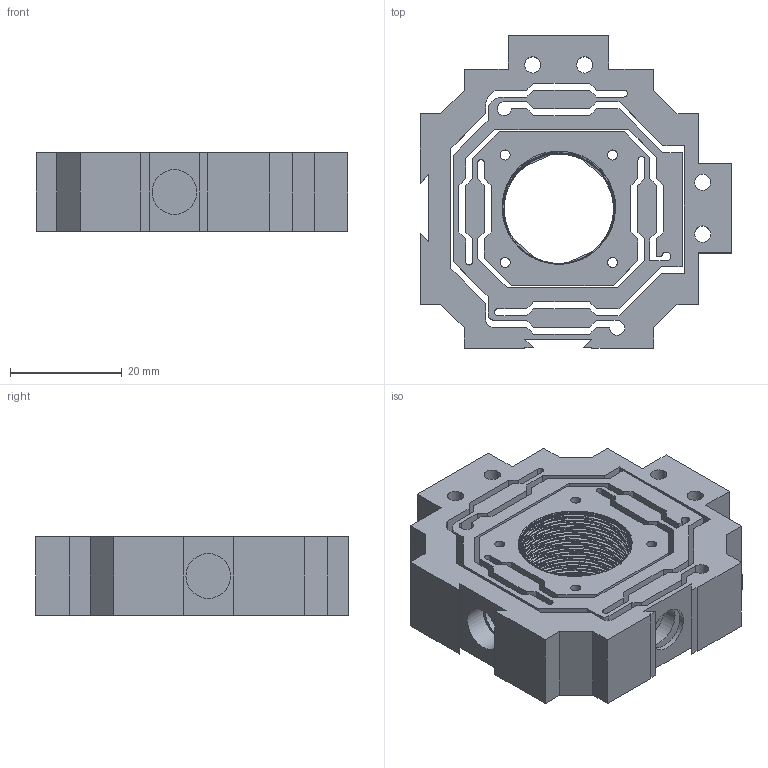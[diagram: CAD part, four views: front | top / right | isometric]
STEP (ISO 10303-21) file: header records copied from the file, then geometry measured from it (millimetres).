
FILE_DESCRIPTION(/* description */ (''),/* implementation_level */ '2;1');
FILE_NAME(/* name */ '20_Cube_Inser_Flexuremanipulator_m3_screws_v3.ipt.step',/* time_stamp */ '2022-11-29T08:10:59+01:00',/* author */ ('diederichbenedict'),/* organization */ (''),/* preprocessor_version */ 'ST-DEVELOPER v18.1',/* originating_system */ 'Autodesk Inventor 2022',/* authorisation */ '');
FILE_SCHEMA (('AUTOMOTIVE_DESIGN { 1 0 10303 214 3 1 1 }'));
Length unit declared in the file: millimetre
Products named in the file (1): 20_Cube_Inser_Flexuremanipulator_m3_screws_v3
Bounding box: 55.84 x 55.98 x 14 mm (x, y, z)
Volume: 23020.9 mm3; surface area: 18792.6 mm2
Topology: 1 solids, 1 shells, 251 faces, 756 edges, 504 vertices
Faces by surface type: plane 161, cylinder 88, bspline 2
Full cylindrical faces by diameter (mm): 1.8 x4, 2.9 x4, 4.4 x2, 7 x3, 8 x5, 19.9 x19, 20.616 x19
Entity records: 12105 total; most frequent: CARTESIAN_POINT 5230, ORIENTED_EDGE 1512, DIRECTION 1280, EDGE_CURVE 756, LINE 552, VECTOR 552, VERTEX_POINT 504, AXIS2_PLACEMENT_3D 364
